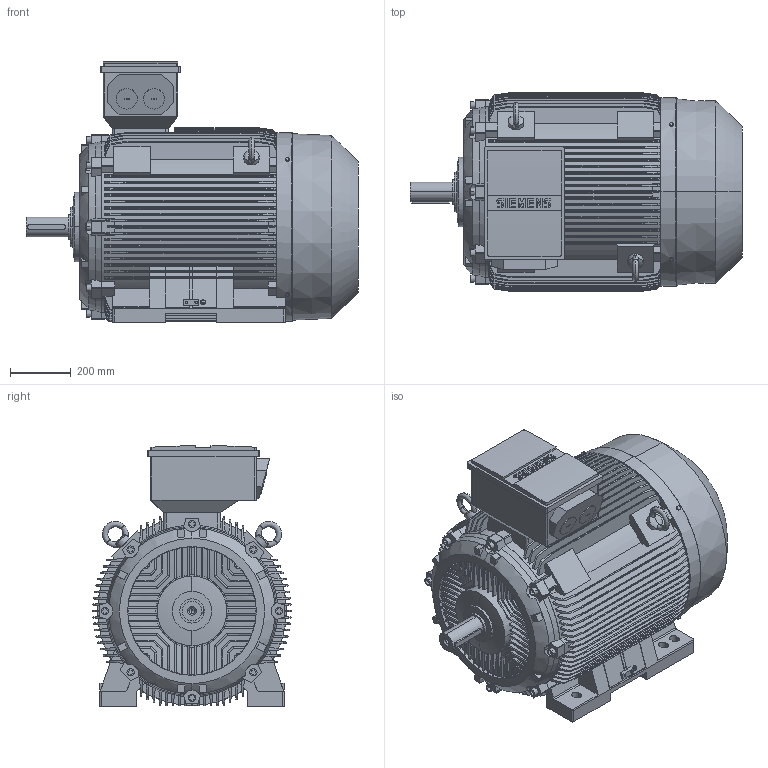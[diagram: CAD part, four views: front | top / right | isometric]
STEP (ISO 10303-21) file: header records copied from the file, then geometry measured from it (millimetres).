
FILE_DESCRIPTION(('STEP AP214'),'1');
FILE_NAME('cctmp_2A9447AD-C4FA-478B-9D76-6D55FA8CBC54_2023_06_26_11_20_56_0416..stp','2023-06-26T09:20:57',('SIEMENS A&D'),('CADClick - www.CADClick.com'),'Spatial InterOp 3D',' ','unknown authorization');
FILE_SCHEMA(('AUTOMOTIVE_DESIGN'));
Length unit declared in the file: millimetre
Products named in the file (1): 1
Bounding box: 1097 x 657 x 861 mm (x, y, z)
Volume: 280010066.9 mm3; surface area: 6270486.2 mm2
Topology: 9 solids, 9 shells, 1940 faces, 5475 edges, 3603 vertices
Faces by surface type: plane 1102, cylinder 458, torus 318, cone 62
Entity records: 93270 total; most frequent: CARTESIAN_POINT 28729, ORIENTED_EDGE 10938, DIRECTION 9429, EDGE_CURVE 5469, VERTEX_POINT 3603, AXIS2_PLACEMENT_3D 3270, LINE 2889, VECTOR 2889
